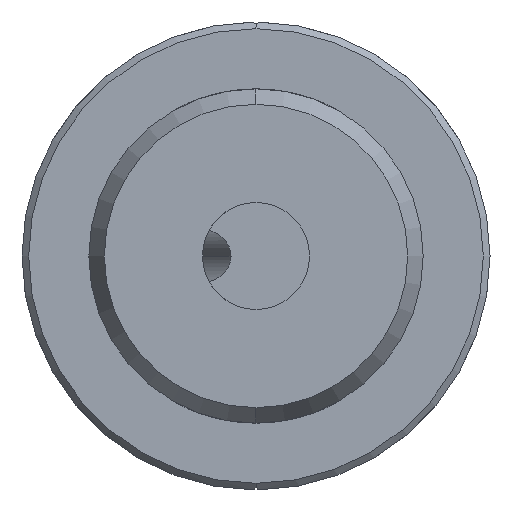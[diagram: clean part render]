
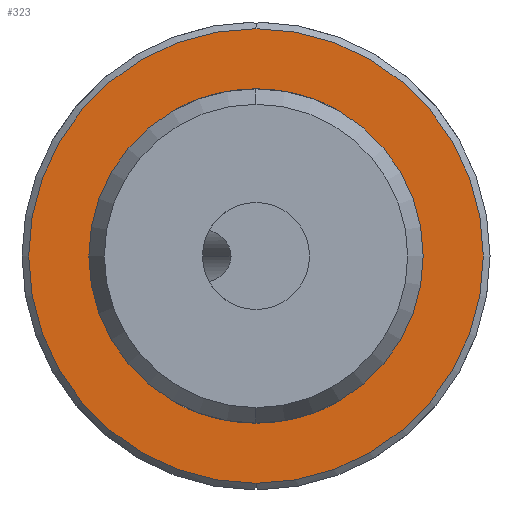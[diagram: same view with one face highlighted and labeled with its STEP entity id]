
A CAD part, left-side view. The second image highlights one B-rep face of the part: STEP entity #323.
In plain terms, the highlighted planar face has unit normal (-1, 0, 0).
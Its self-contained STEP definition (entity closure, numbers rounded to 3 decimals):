
#13 = CARTESIAN_POINT ( 'NONE',  ( -113., 0., -17. ) ) ;
#18 = ORIENTED_EDGE ( 'NONE', *, *, #973, .F. ) ;
#63 = DIRECTION ( 'NONE',  ( -1., 0., 0. ) ) ;
#95 = DIRECTION ( 'NONE',  ( -1., 0., 0. ) ) ;
#258 = VERTEX_POINT ( 'NONE', #549 ) ;
#261 = DIRECTION ( 'NONE',  ( -1., 0., 0. ) ) ;
#287 = EDGE_LOOP ( 'NONE', ( #18, #1796 ) ) ;
#314 = VERTEX_POINT ( 'NONE', #1889 ) ;
#323 = ADVANCED_FACE ( 'NONE', ( #3235, #2165 ), #1071, .F. ) ;
#482 = VERTEX_POINT ( 'NONE', #13 ) ;
#549 = CARTESIAN_POINT ( 'NONE',  ( -113., 0., 12.5 ) ) ;
#558 = AXIS2_PLACEMENT_3D ( 'NONE', #3507, #2424, #1347 ) ;
#874 = EDGE_LOOP ( 'NONE', ( #1603, #2112 ) ) ;
#973 = EDGE_CURVE ( 'NONE', #258, #314, #3191, .T. ) ;
#986 = AXIS2_PLACEMENT_3D ( 'NONE', #1407, #261, #2743 ) ;
#997 = AXIS2_PLACEMENT_3D ( 'NONE', #1212, #63, #2559 ) ;
#1071 = PLANE ( 'NONE',  #558 ) ;
#1102 = EDGE_CURVE ( 'NONE', #1287, #482, #2819, .T. ) ;
#1212 = CARTESIAN_POINT ( 'NONE',  ( -113., 0., 0. ) ) ;
#1236 = DIRECTION ( 'NONE',  ( 0., 0., 1. ) ) ;
#1246 = CARTESIAN_POINT ( 'NONE',  ( -113., 0., 0. ) ) ;
#1287 = VERTEX_POINT ( 'NONE', #3271 ) ;
#1347 = DIRECTION ( 'NONE',  ( 0., 0., -1. ) ) ;
#1407 = CARTESIAN_POINT ( 'NONE',  ( -113., 0., 0. ) ) ;
#1448 = EDGE_CURVE ( 'NONE', #314, #258, #1855, .T. ) ;
#1603 = ORIENTED_EDGE ( 'NONE', *, *, #2767, .T. ) ;
#1796 = ORIENTED_EDGE ( 'NONE', *, *, #1448, .F. ) ;
#1855 = CIRCLE ( 'NONE', #2992, 12.5 ) ;
#1889 = CARTESIAN_POINT ( 'NONE',  ( -113., 0., -12.5 ) ) ;
#2112 = ORIENTED_EDGE ( 'NONE', *, *, #1102, .T. ) ;
#2165 = FACE_BOUND ( 'NONE', #287, .T. ) ;
#2322 = DIRECTION ( 'NONE',  ( -1., 0., 0. ) ) ;
#2424 = DIRECTION ( 'NONE',  ( 1., 0., 0. ) ) ;
#2559 = DIRECTION ( 'NONE',  ( 0., 0., -1. ) ) ;
#2587 = DIRECTION ( 'NONE',  ( 0., 0., 1. ) ) ;
#2743 = DIRECTION ( 'NONE',  ( 0., 0., -1. ) ) ;
#2767 = EDGE_CURVE ( 'NONE', #482, #1287, #3553, .T. ) ;
#2819 = CIRCLE ( 'NONE', #997, 17. ) ;
#2992 = AXIS2_PLACEMENT_3D ( 'NONE', #3399, #2322, #1236 ) ;
#3191 = CIRCLE ( 'NONE', #3252, 12.5 ) ;
#3235 = FACE_OUTER_BOUND ( 'NONE', #874, .T. ) ;
#3252 = AXIS2_PLACEMENT_3D ( 'NONE', #1246, #95, #2587 ) ;
#3271 = CARTESIAN_POINT ( 'NONE',  ( -113., 0., 17. ) ) ;
#3399 = CARTESIAN_POINT ( 'NONE',  ( -113., 0., 0. ) ) ;
#3507 = CARTESIAN_POINT ( 'NONE',  ( -113., 17.5, 0. ) ) ;
#3553 = CIRCLE ( 'NONE', #986, 17. ) ;
